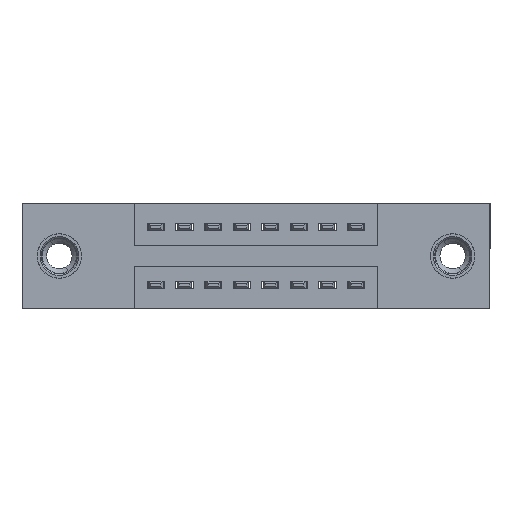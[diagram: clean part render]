
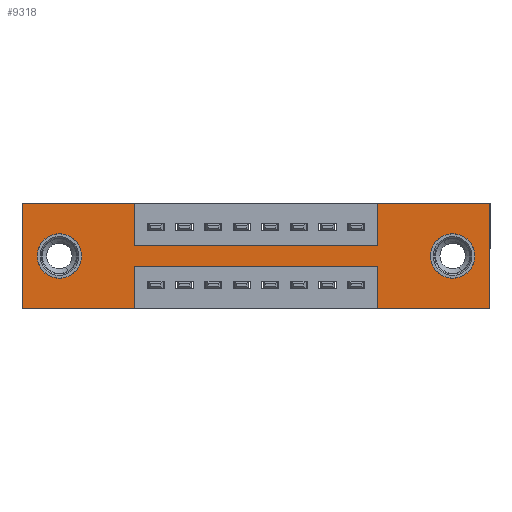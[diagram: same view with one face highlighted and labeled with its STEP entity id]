
A CAD part, front view. The second image highlights one B-rep face of the part: STEP entity #9318.
In plain terms, the highlighted planar face has unit normal (0, -1, 0).
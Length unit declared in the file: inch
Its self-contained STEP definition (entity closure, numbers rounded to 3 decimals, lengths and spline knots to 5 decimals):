
#3 = LINE ( 'NONE', #4830, #8552 ) ;
#51 = EDGE_CURVE ( 'NONE', #3333, #1635, #593, .T. ) ;
#72 = CARTESIAN_POINT ( 'NONE',  ( 0.13, 0., -0.107 ) ) ;
#82 = VERTEX_POINT ( 'NONE', #2655 ) ;
#208 = AXIS2_PLACEMENT_3D ( 'NONE', #4706, #10621, #10741 ) ;
#209 = CARTESIAN_POINT ( 'NONE',  ( 0., 0., 0. ) ) ;
#359 = VERTEX_POINT ( 'NONE', #7537 ) ;
#419 = FACE_BOUND ( 'NONE', #832, .T. ) ;
#584 = LINE ( 'NONE', #3764, #5546 ) ;
#593 = LINE ( 'NONE', #209, #1666 ) ;
#607 = DIRECTION ( 'NONE',  ( 0., -1., 0. ) ) ;
#645 = CARTESIAN_POINT ( 'NONE',  ( 1.635, 0., -0.37 ) ) ;
#692 = DIRECTION ( 'NONE',  ( 0., 0., -1. ) ) ;
#709 = DIRECTION ( 'NONE',  ( 0., 0., -1. ) ) ;
#829 = ORIENTED_EDGE ( 'NONE', *, *, #7538, .T. ) ;
#832 = EDGE_LOOP ( 'NONE', ( #6810, #11458 ) ) ;
#1072 = VECTOR ( 'NONE', #7778, 39.37008 ) ;
#1114 = ORIENTED_EDGE ( 'NONE', *, *, #1975, .T. ) ;
#1270 = DIRECTION ( 'NONE',  ( 0., 1., 0. ) ) ;
#1409 = VECTOR ( 'NONE', #3934, 39.37008 ) ;
#1421 = VECTOR ( 'NONE', #709, 39.37008 ) ;
#1635 = VERTEX_POINT ( 'NONE', #8336 ) ;
#1637 = CARTESIAN_POINT ( 'NONE',  ( 1.2425, 0., -0.37 ) ) ;
#1666 = VECTOR ( 'NONE', #2185, 39.37008 ) ;
#1685 = ORIENTED_EDGE ( 'NONE', *, *, #3825, .F. ) ;
#1701 = CARTESIAN_POINT ( 'NONE',  ( 0.3925, 0., 0. ) ) ;
#1863 = AXIS2_PLACEMENT_3D ( 'NONE', #12553, #12722, #6785 ) ;
#1975 = EDGE_CURVE ( 'NONE', #9997, #4535, #9552, .T. ) ;
#2035 = EDGE_CURVE ( 'NONE', #4697, #4063, #9707, .T. ) ;
#2185 = DIRECTION ( 'NONE',  ( 0., 0., 1. ) ) ;
#2395 = VECTOR ( 'NONE', #4008, 39.37008 ) ;
#2575 = CARTESIAN_POINT ( 'NONE',  ( 0.13, 0., -0.185 ) ) ;
#2655 = CARTESIAN_POINT ( 'NONE',  ( 1.2425, 0., -0.37 ) ) ;
#2741 = DIRECTION ( 'NONE',  ( -1., 0., 0. ) ) ;
#3000 = EDGE_CURVE ( 'NONE', #5420, #4697, #11533, .T. ) ;
#3002 = CARTESIAN_POINT ( 'NONE',  ( 1.635, 0., 0. ) ) ;
#3333 = VERTEX_POINT ( 'NONE', #12462 ) ;
#3517 = LINE ( 'NONE', #3002, #2395 ) ;
#3561 = ORIENTED_EDGE ( 'NONE', *, *, #12805, .F. ) ;
#3764 = CARTESIAN_POINT ( 'NONE',  ( 0., 0., 0. ) ) ;
#3825 = EDGE_CURVE ( 'NONE', #9303, #82, #7777, .T. ) ;
#3934 = DIRECTION ( 'NONE',  ( 1., 0., 0. ) ) ;
#4008 = DIRECTION ( 'NONE',  ( 0., 0., -1. ) ) ;
#4063 = VERTEX_POINT ( 'NONE', #4218 ) ;
#4094 = VECTOR ( 'NONE', #692, 39.37008 ) ;
#4218 = CARTESIAN_POINT ( 'NONE',  ( 0.3925, 0., -0.37 ) ) ;
#4223 = EDGE_CURVE ( 'NONE', #1635, #8596, #3, .T. ) ;
#4535 = VERTEX_POINT ( 'NONE', #72 ) ;
#4613 = ORIENTED_EDGE ( 'NONE', *, *, #4710, .F. ) ;
#4697 = VERTEX_POINT ( 'NONE', #8005 ) ;
#4706 = CARTESIAN_POINT ( 'NONE',  ( 1.505, 0., -0.185 ) ) ;
#4710 = EDGE_CURVE ( 'NONE', #82, #5420, #9935, .T. ) ;
#4830 = CARTESIAN_POINT ( 'NONE',  ( 0., 0., 0. ) ) ;
#5004 = DIRECTION ( 'NONE',  ( 1., 0., 0. ) ) ;
#5101 = CIRCLE ( 'NONE', #1863, 0.078 ) ;
#5172 = DIRECTION ( 'NONE',  ( 0., 1., 0. ) ) ;
#5314 = ORIENTED_EDGE ( 'NONE', *, *, #51, .F. ) ;
#5350 = CARTESIAN_POINT ( 'NONE',  ( 0.3925, 0., -0.22 ) ) ;
#5420 = VERTEX_POINT ( 'NONE', #8120 ) ;
#5546 = VECTOR ( 'NONE', #5004, 39.37008 ) ;
#5780 = CARTESIAN_POINT ( 'NONE',  ( 0., 0., -0.37 ) ) ;
#5794 = CARTESIAN_POINT ( 'NONE',  ( 0.3925, 0., -0.15 ) ) ;
#5795 = CARTESIAN_POINT ( 'NONE',  ( 1.2425, 0., 0. ) ) ;
#5887 = DIRECTION ( 'NONE',  ( -1., 0., 0. ) ) ;
#5931 = ORIENTED_EDGE ( 'NONE', *, *, #9431, .F. ) ;
#5933 = VERTEX_POINT ( 'NONE', #5795 ) ;
#6038 = LINE ( 'NONE', #8645, #1072 ) ;
#6171 = CARTESIAN_POINT ( 'NONE',  ( 1.505, 0., -0.263 ) ) ;
#6334 = EDGE_CURVE ( 'NONE', #8596, #359, #7324, .T. ) ;
#6396 = EDGE_CURVE ( 'NONE', #12569, #7924, #11347, .T. ) ;
#6634 = PLANE ( 'NONE',  #6706 ) ;
#6668 = VECTOR ( 'NONE', #11620, 39.37008 ) ;
#6690 = LINE ( 'NONE', #5794, #1409 ) ;
#6706 = AXIS2_PLACEMENT_3D ( 'NONE', #9642, #607, #9560 ) ;
#6734 = ORIENTED_EDGE ( 'NONE', *, *, #11482, .F. ) ;
#6775 = VERTEX_POINT ( 'NONE', #6872 ) ;
#6785 = DIRECTION ( 'NONE',  ( 0., 0., -1. ) ) ;
#6810 = ORIENTED_EDGE ( 'NONE', *, *, #6396, .T. ) ;
#6872 = CARTESIAN_POINT ( 'NONE',  ( 1.2425, 0., -0.15 ) ) ;
#6925 = ORIENTED_EDGE ( 'NONE', *, *, #2035, .F. ) ;
#7324 = LINE ( 'NONE', #1701, #1421 ) ;
#7537 = CARTESIAN_POINT ( 'NONE',  ( 0.3925, 0., -0.15 ) ) ;
#7538 = EDGE_CURVE ( 'NONE', #4535, #9997, #11167, .T. ) ;
#7659 = VECTOR ( 'NONE', #9313, 39.37008 ) ;
#7740 = EDGE_CURVE ( 'NONE', #7924, #12569, #5101, .T. ) ;
#7765 = EDGE_CURVE ( 'NONE', #6775, #5933, #6038, .T. ) ;
#7775 = DIRECTION ( 'NONE',  ( 1., 0., 0. ) ) ;
#7777 = LINE ( 'NONE', #5780, #11661 ) ;
#7778 = DIRECTION ( 'NONE',  ( 0., 0., 1. ) ) ;
#7924 = VERTEX_POINT ( 'NONE', #6171 ) ;
#7936 = AXIS2_PLACEMENT_3D ( 'NONE', #11116, #5172, #8341 ) ;
#8005 = CARTESIAN_POINT ( 'NONE',  ( 0.3925, 0., -0.22 ) ) ;
#8120 = CARTESIAN_POINT ( 'NONE',  ( 1.2425, 0., -0.22 ) ) ;
#8336 = CARTESIAN_POINT ( 'NONE',  ( 0., 0., 0. ) ) ;
#8341 = DIRECTION ( 'NONE',  ( 0., 0., 1. ) ) ;
#8552 = VECTOR ( 'NONE', #7775, 39.37008 ) ;
#8596 = VERTEX_POINT ( 'NONE', #9453 ) ;
#8645 = CARTESIAN_POINT ( 'NONE',  ( 1.2425, 0., 0. ) ) ;
#9276 = VECTOR ( 'NONE', #5887, 39.37008 ) ;
#9303 = VERTEX_POINT ( 'NONE', #645 ) ;
#9313 = DIRECTION ( 'NONE',  ( -1., 0., 0. ) ) ;
#9318 = ADVANCED_FACE ( 'NONE', ( #419, #10677, #10034 ), #6634, .T. ) ;
#9431 = EDGE_CURVE ( 'NONE', #4063, #3333, #10196, .T. ) ;
#9453 = CARTESIAN_POINT ( 'NONE',  ( 0.3925, 0., 0. ) ) ;
#9552 = CIRCLE ( 'NONE', #11134, 0.078 ) ;
#9560 = DIRECTION ( 'NONE',  ( 0., 0., -1. ) ) ;
#9570 = VERTEX_POINT ( 'NONE', #11913 ) ;
#9642 = CARTESIAN_POINT ( 'NONE',  ( 0., 0., -0.37 ) ) ;
#9707 = LINE ( 'NONE', #11748, #4094 ) ;
#9935 = LINE ( 'NONE', #1637, #6668 ) ;
#9997 = VERTEX_POINT ( 'NONE', #10127 ) ;
#10034 = FACE_OUTER_BOUND ( 'NONE', #11873, .T. ) ;
#10127 = CARTESIAN_POINT ( 'NONE',  ( 0.13, 0., -0.263 ) ) ;
#10196 = LINE ( 'NONE', #12702, #9276 ) ;
#10220 = DIRECTION ( 'NONE',  ( 0., 0., 1. ) ) ;
#10274 = EDGE_LOOP ( 'NONE', ( #829, #1114 ) ) ;
#10422 = ORIENTED_EDGE ( 'NONE', *, *, #4223, .F. ) ;
#10567 = ORIENTED_EDGE ( 'NONE', *, *, #6334, .F. ) ;
#10573 = EDGE_CURVE ( 'NONE', #9570, #9303, #3517, .T. ) ;
#10621 = DIRECTION ( 'NONE',  ( 0., 1., 0. ) ) ;
#10677 = FACE_BOUND ( 'NONE', #10274, .T. ) ;
#10741 = DIRECTION ( 'NONE',  ( 0., 0., -1. ) ) ;
#11116 = CARTESIAN_POINT ( 'NONE',  ( 0.13, 0., -0.185 ) ) ;
#11134 = AXIS2_PLACEMENT_3D ( 'NONE', #2575, #1270, #10220 ) ;
#11167 = CIRCLE ( 'NONE', #7936, 0.078 ) ;
#11327 = ORIENTED_EDGE ( 'NONE', *, *, #3000, .F. ) ;
#11347 = CIRCLE ( 'NONE', #208, 0.078 ) ;
#11458 = ORIENTED_EDGE ( 'NONE', *, *, #7740, .T. ) ;
#11482 = EDGE_CURVE ( 'NONE', #5933, #9570, #584, .T. ) ;
#11533 = LINE ( 'NONE', #5350, #7659 ) ;
#11620 = DIRECTION ( 'NONE',  ( 0., 0., 1. ) ) ;
#11661 = VECTOR ( 'NONE', #2741, 39.37008 ) ;
#11702 = ORIENTED_EDGE ( 'NONE', *, *, #7765, .F. ) ;
#11748 = CARTESIAN_POINT ( 'NONE',  ( 0.3925, 0., -0.37 ) ) ;
#11873 = EDGE_LOOP ( 'NONE', ( #6925, #11327, #4613, #1685, #12169, #6734, #11702, #3561, #10567, #10422, #5314, #5931 ) ) ;
#11913 = CARTESIAN_POINT ( 'NONE',  ( 1.635, 0., 0. ) ) ;
#12169 = ORIENTED_EDGE ( 'NONE', *, *, #10573, .F. ) ;
#12462 = CARTESIAN_POINT ( 'NONE',  ( 0., 0., -0.37 ) ) ;
#12553 = CARTESIAN_POINT ( 'NONE',  ( 1.505, 0., -0.185 ) ) ;
#12569 = VERTEX_POINT ( 'NONE', #12611 ) ;
#12611 = CARTESIAN_POINT ( 'NONE',  ( 1.505, 0., -0.107 ) ) ;
#12702 = CARTESIAN_POINT ( 'NONE',  ( 0., 0., -0.37 ) ) ;
#12722 = DIRECTION ( 'NONE',  ( 0., 1., 0. ) ) ;
#12805 = EDGE_CURVE ( 'NONE', #359, #6775, #6690, .T. ) ;
